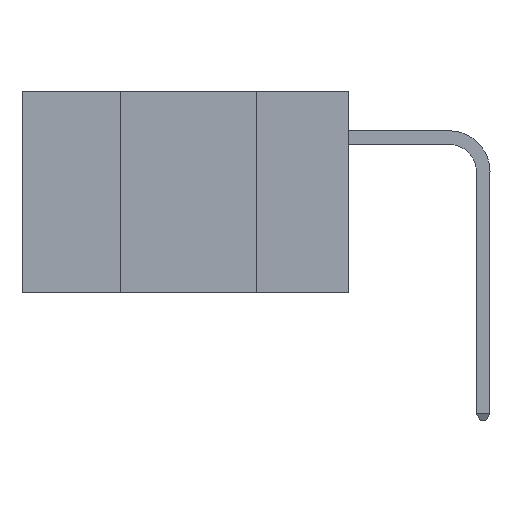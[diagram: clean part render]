
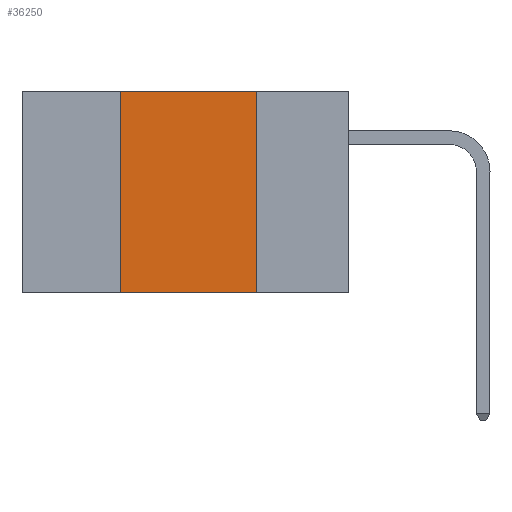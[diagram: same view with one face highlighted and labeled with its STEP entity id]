
A CAD part, left-side view. The second image highlights one B-rep face of the part: STEP entity #36250.
In plain terms, the highlighted planar face has unit normal (-1, 0, 0).
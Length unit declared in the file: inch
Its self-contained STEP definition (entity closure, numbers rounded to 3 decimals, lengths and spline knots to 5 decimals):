
#1053 = EDGE_CURVE ( 'NONE', #34440, #25297, #23126, .T. ) ;
#1442 = DIRECTION ( 'NONE',  ( 0., 0., 1. ) ) ;
#1684 = VECTOR ( 'NONE', #1442, 39.37008 ) ;
#1907 = CARTESIAN_POINT ( 'NONE',  ( 0., 0.17, 0. ) ) ;
#2849 = DIRECTION ( 'NONE',  ( 0., 0., -1. ) ) ;
#5033 = DIRECTION ( 'NONE',  ( 0., -1., 0. ) ) ;
#11436 = DIRECTION ( 'NONE',  ( 0., -1., 0. ) ) ;
#11697 = CARTESIAN_POINT ( 'NONE',  ( 0., 0.6, 0. ) ) ;
#14062 = CARTESIAN_POINT ( 'NONE',  ( 0., 0.6, 0. ) ) ;
#14100 = CARTESIAN_POINT ( 'NONE',  ( 0., 0.17, 0. ) ) ;
#14620 = VECTOR ( 'NONE', #20621, 39.37008 ) ;
#14921 = FACE_OUTER_BOUND ( 'NONE', #26465, .T. ) ;
#15040 = ORIENTED_EDGE ( 'NONE', *, *, #26212, .T. ) ;
#15884 = VECTOR ( 'NONE', #11436, 39.37008 ) ;
#16169 = ORIENTED_EDGE ( 'NONE', *, *, #20201, .F. ) ;
#20201 = EDGE_CURVE ( 'NONE', #25572, #33399, #36430, .T. ) ;
#20207 = CARTESIAN_POINT ( 'NONE',  ( 0., 0.6, -0.37 ) ) ;
#20621 = DIRECTION ( 'NONE',  ( 0., 0., -1. ) ) ;
#20977 = AXIS2_PLACEMENT_3D ( 'NONE', #11697, #38889, #2849 ) ;
#21099 = ORIENTED_EDGE ( 'NONE', *, *, #29595, .F. ) ;
#21202 = ORIENTED_EDGE ( 'NONE', *, *, #1053, .F. ) ;
#21317 = VECTOR ( 'NONE', #5033, 39.37008 ) ;
#21541 = CARTESIAN_POINT ( 'NONE',  ( 0., 0.17, -0.37 ) ) ;
#22249 = LINE ( 'NONE', #14062, #21317 ) ;
#22488 = CARTESIAN_POINT ( 'NONE',  ( 0., 0.42, 0. ) ) ;
#23126 = LINE ( 'NONE', #22488, #1684 ) ;
#25297 = VERTEX_POINT ( 'NONE', #27323 ) ;
#25572 = VERTEX_POINT ( 'NONE', #1907 ) ;
#26212 = EDGE_CURVE ( 'NONE', #34440, #33399, #26788, .T. ) ;
#26465 = EDGE_LOOP ( 'NONE', ( #16169, #21099, #21202, #15040 ) ) ;
#26788 = LINE ( 'NONE', #20207, #15884 ) ;
#27323 = CARTESIAN_POINT ( 'NONE',  ( 0., 0.42, 0. ) ) ;
#28868 = CARTESIAN_POINT ( 'NONE',  ( 0., 0.42, -0.37 ) ) ;
#29595 = EDGE_CURVE ( 'NONE', #25297, #25572, #22249, .T. ) ;
#33399 = VERTEX_POINT ( 'NONE', #21541 ) ;
#34440 = VERTEX_POINT ( 'NONE', #28868 ) ;
#35209 = PLANE ( 'NONE',  #20977 ) ;
#36250 = ADVANCED_FACE ( 'NONE', ( #14921 ), #35209, .F. ) ;
#36430 = LINE ( 'NONE', #14100, #14620 ) ;
#38889 = DIRECTION ( 'NONE',  ( 1., 0., 0. ) ) ;
